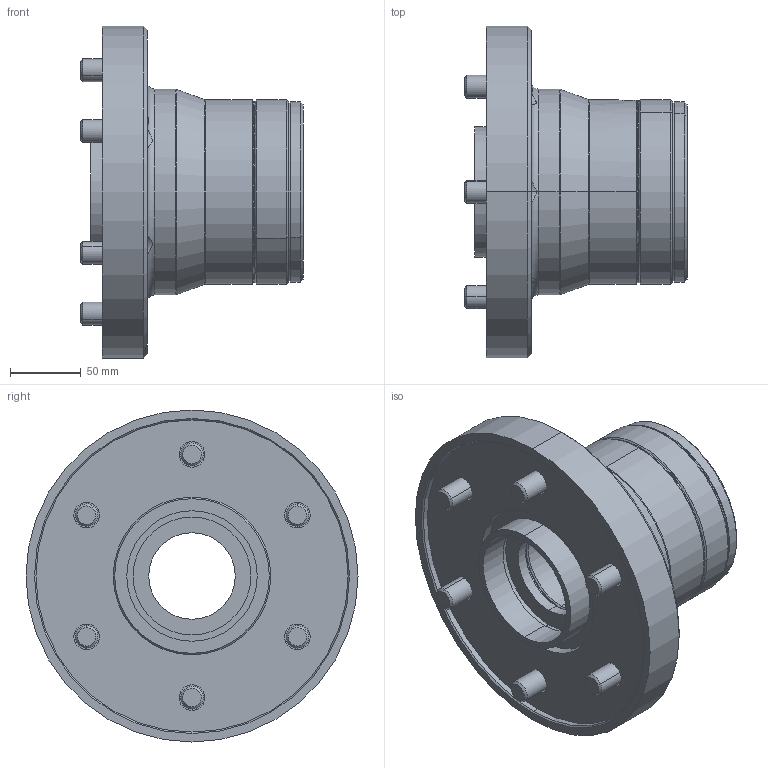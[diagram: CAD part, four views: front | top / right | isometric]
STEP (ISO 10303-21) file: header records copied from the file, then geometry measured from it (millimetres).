
FILE_DESCRIPTION (( 'STEP AP203' ), '1' );
FILE_NAME ('CF-CL-6022.STEP', '2022-04-26T06:16:02', ( '' ), ( '' ), 'SwSTEP 2.0', 'SolidWorks 2016', '' );
FILE_SCHEMA (( 'CONFIG_CONTROL_DESIGN' ));
Length unit declared in the file: millimetre
Products named in the file (8): CF-CL-6022-04010; CF-CL-42-08000; FSW320300; 圓頭內六角螺栓_M16x30; CF-CL-6022; CF-CL-6022-01010; CF-CL-6017-02000 ; CF-CL-6022-02020
Assembly tree (12 placements, depth 2):
  CF-CL-6022
    CF-CL-6022-01010
    CF-CL-6017-02000 
    CF-CL-6022-02020
    CF-CL-6022-04010
    CF-CL-42-08000
    FSW320300
    圓頭內六角螺栓_M16x30  x6
Bounding box: 156.8 x 234 x 234 mm (x, y, z)
Volume: 2148979 mm3; surface area: 349445.7 mm2
Topology: 12 solids, 12 shells, 386 faces, 862 edges, 523 vertices
Faces by surface type: plane 148, cylinder 127, cone 95, torus 16
Entity records: 8782 total; most frequent: CARTESIAN_POINT 1861, DIRECTION 1379, ORIENTED_EDGE 1148, AXIS2_PLACEMENT_3D 578, EDGE_CURVE 574, VERTEX_POINT 353, CIRCLE 307, EDGE_LOOP 299
